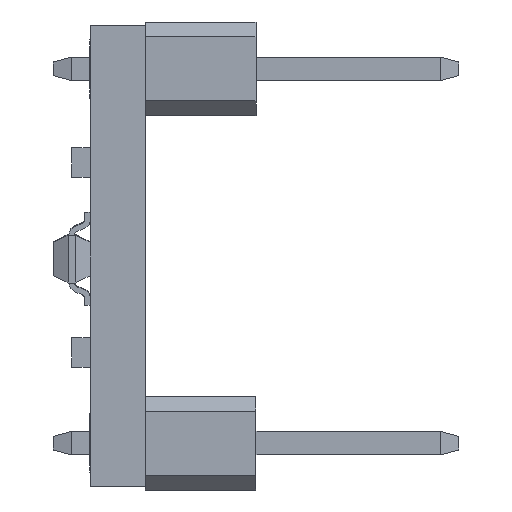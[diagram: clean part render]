
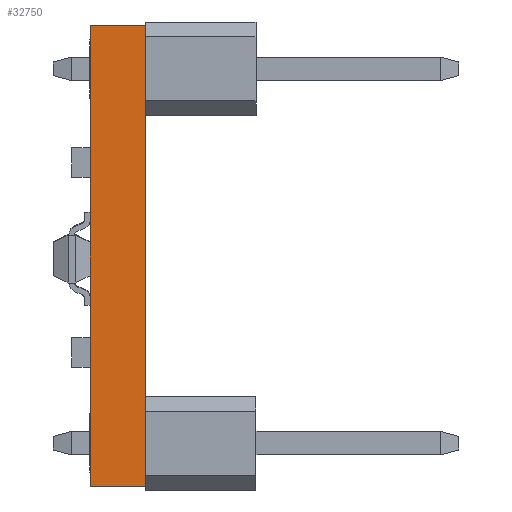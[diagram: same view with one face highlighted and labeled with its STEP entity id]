
A CAD part, left-side view. The second image highlights one B-rep face of the part: STEP entity #32750.
In plain terms, the highlighted planar face has unit normal (-1, 0, 0).
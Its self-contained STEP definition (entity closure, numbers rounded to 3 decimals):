
#2687 = CARTESIAN_POINT ( 'NONE',  ( -7.65, -1.25, 6. ) ) ;
#2865 = FACE_OUTER_BOUND ( 'NONE', #22252, .T. ) ;
#3352 = DIRECTION ( 'NONE',  ( 1., 0., 0. ) ) ;
#5356 = LINE ( 'NONE', #13608, #9986 ) ;
#6783 = ORIENTED_EDGE ( 'NONE', *, *, #14559, .F. ) ;
#8606 = EDGE_CURVE ( 'NONE', #15852, #14588, #13109, .T. ) ;
#8776 = ORIENTED_EDGE ( 'NONE', *, *, #18510, .T. ) ;
#8792 = PLANE ( 'NONE',  #13285 ) ;
#9116 = ORIENTED_EDGE ( 'NONE', *, *, #8606, .F. ) ;
#9803 = DIRECTION ( 'NONE',  ( 0., -1., 0. ) ) ;
#9986 = VECTOR ( 'NONE', #24278, 1000. ) ;
#10342 = DIRECTION ( 'NONE',  ( 0., -1., 0. ) ) ;
#13109 = LINE ( 'NONE', #21119, #26223 ) ;
#13285 = AXIS2_PLACEMENT_3D ( 'NONE', #24519, #3352, #21693 ) ;
#13608 = CARTESIAN_POINT ( 'NONE',  ( -7.65, 0.25, 6. ) ) ;
#14559 = EDGE_CURVE ( 'NONE', #14588, #33462, #16139, .T. ) ;
#14588 = VERTEX_POINT ( 'NONE', #2687 ) ;
#15852 = VERTEX_POINT ( 'NONE', #18875 ) ;
#16139 = LINE ( 'NONE', #34345, #33143 ) ;
#18121 = CARTESIAN_POINT ( 'NONE',  ( -7.65, -1.25, -6.5 ) ) ;
#18510 = EDGE_CURVE ( 'NONE', #15852, #30950, #5356, .T. ) ;
#18875 = CARTESIAN_POINT ( 'NONE',  ( -7.65, 0.25, 6. ) ) ;
#19211 = CARTESIAN_POINT ( 'NONE',  ( -7.65, 0.25, -6.5 ) ) ;
#20999 = DIRECTION ( 'NONE',  ( 0., 0., -1. ) ) ;
#21119 = CARTESIAN_POINT ( 'NONE',  ( -7.65, 0.25, 6. ) ) ;
#21693 = DIRECTION ( 'NONE',  ( 0., 0., -1. ) ) ;
#22252 = EDGE_LOOP ( 'NONE', ( #8776, #30708, #6783, #9116 ) ) ;
#23629 = LINE ( 'NONE', #34314, #32548 ) ;
#24278 = DIRECTION ( 'NONE',  ( 0., 0., -1. ) ) ;
#24519 = CARTESIAN_POINT ( 'NONE',  ( -7.65, 0.25, 6. ) ) ;
#26223 = VECTOR ( 'NONE', #9803, 1000. ) ;
#28689 = EDGE_CURVE ( 'NONE', #30950, #33462, #23629, .T. ) ;
#30708 = ORIENTED_EDGE ( 'NONE', *, *, #28689, .T. ) ;
#30950 = VERTEX_POINT ( 'NONE', #19211 ) ;
#32548 = VECTOR ( 'NONE', #10342, 1000. ) ;
#32750 = ADVANCED_FACE ( 'NONE', ( #2865 ), #8792, .F. ) ;
#33143 = VECTOR ( 'NONE', #20999, 1000. ) ;
#33462 = VERTEX_POINT ( 'NONE', #18121 ) ;
#34314 = CARTESIAN_POINT ( 'NONE',  ( -7.65, 0.25, -6.5 ) ) ;
#34345 = CARTESIAN_POINT ( 'NONE',  ( -7.65, -1.25, 6. ) ) ;
